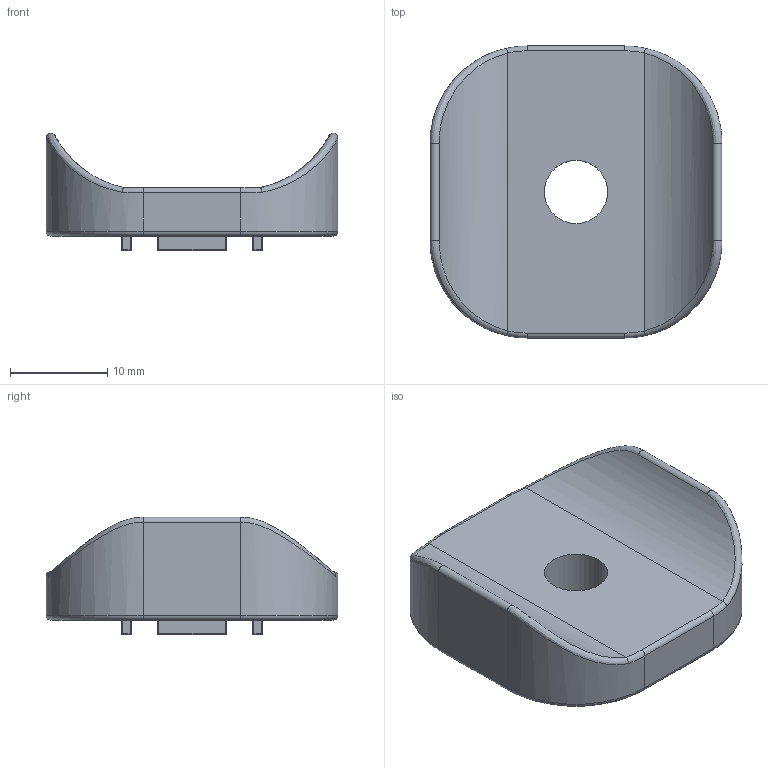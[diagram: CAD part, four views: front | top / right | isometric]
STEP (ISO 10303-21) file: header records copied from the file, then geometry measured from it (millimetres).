
FILE_DESCRIPTION (( 'STEP AP203' ), '1' );
FILE_NAME ('800.029.133A.STEP', '2015-02-10T16:29:54', ( '' ), ( '' ), 'SwSTEP 2.0', 'SolidWorks 2012', '' );
FILE_SCHEMA (( 'CONFIG_CONTROL_DESIGN' ));
Length unit declared in the file: millimetre
Products named in the file (1): 800.029.133A
Bounding box: 30 x 30 x 12.08 mm (x, y, z)
Volume: 4555.4 mm3; surface area: 2768.4 mm2
Topology: 1 solids, 1 shells, 251 faces, 680 edges, 420 vertices
Faces by surface type: plane 171, cylinder 52, sphere 16, torus 8, bspline 4
Entity records: 8143 total; most frequent: CARTESIAN_POINT 2692, ORIENTED_EDGE 1328, DIRECTION 960, EDGE_CURVE 664, VERTEX_POINT 420, AXIS2_PLACEMENT_3D 352, EDGE_LOOP 258, LINE 256
